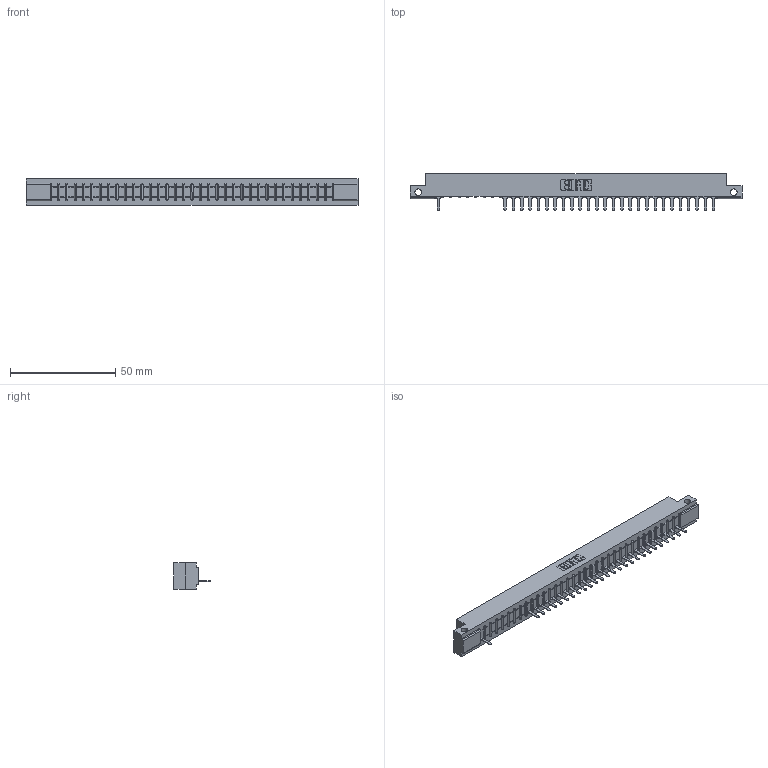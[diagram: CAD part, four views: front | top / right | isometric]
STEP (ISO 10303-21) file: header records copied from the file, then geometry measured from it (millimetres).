
FILE_DESCRIPTION (( 'STEP AP203' ), '1' );
FILE_NAME ('307-034-525-112.STEP', '2018-08-05T00:23:27', ( '' ), ( '' ), 'SwSTEP 2.0', 'SolidWorks 2016', '' );
FILE_SCHEMA (( 'CONFIG_CONTROL_DESIGN' ));
Length unit declared in the file: inch
Products named in the file (3): 307 Part_.128 Dia Side Mounting Holes; 307-290-001_525; 307-034-525-112
Assembly tree (28 placements, depth 2):
  307-034-525-112
    307 Part_.128 Dia Side Mounting Holes
    307-290-001_525  x27
Bounding box: 157.73 x 17.42 x 12.7 mm (x, y, z)
Volume: 16064.5 mm3; surface area: 16046.1 mm2
Topology: 28 solids, 28 shells, 1805 faces, 5145 edges, 3298 vertices
Faces by surface type: plane 1153, cylinder 582, sphere 70
Entity records: 29880 total; most frequent: CARTESIAN_POINT 5061, ORIENTED_EDGE 5054, DIRECTION 4919, EDGE_CURVE 2527, VECTOR 1935, LINE 1935, VERTEX_POINT 1634, AXIS2_PLACEMENT_3D 1492
